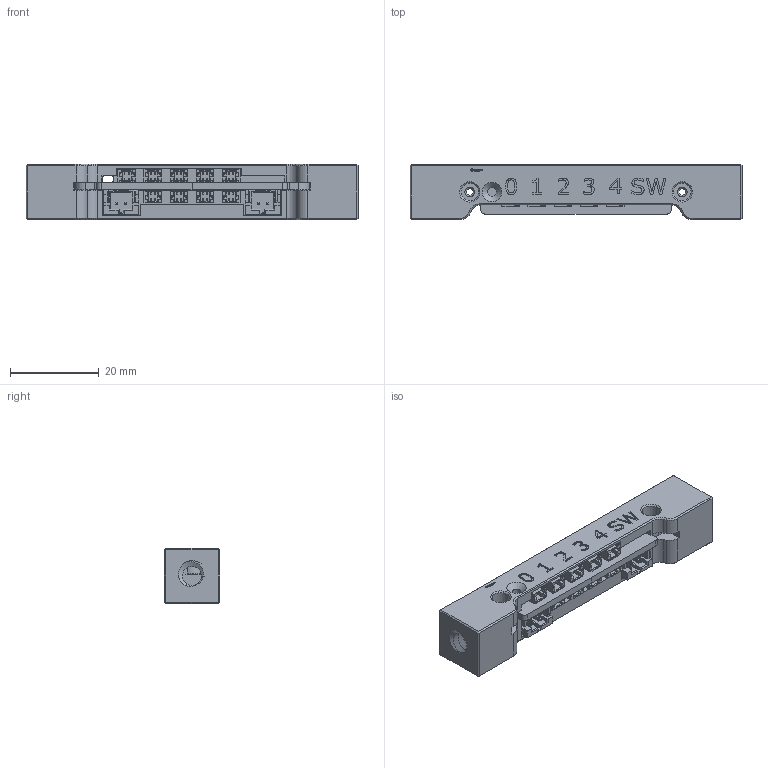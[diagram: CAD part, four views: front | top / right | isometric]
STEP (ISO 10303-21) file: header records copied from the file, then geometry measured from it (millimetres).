
FILE_DESCRIPTION(('FreeCAD Model'),'2;1');
FILE_NAME('Open CASCADE Shape Model','2024-08-13T12:14:27',(''),(''), 'Open CASCADE STEP processor 7.6','FreeCAD','Unknown');
FILE_SCHEMA(('AUTOMOTIVE_DESIGN { 1 0 10303 214 1 1 1 1 }'));
Length unit declared in the file: millimetre
Products named in the file (38): Electronics_PCB_MNT_PDB_Bambu_Lab_ERHRH_AXL_DE_ESS_BU06x01x01___SPN_
ELS_0004__stemfie_org_; Electronics PCB MNT PDB Bambu Lab ERHRH AXL DE ESS BU06x01x01 - 
SPN-ELS-0004 (stemfie.org); POWER_DISTRIBUTION_BOARD_ASM; _2_000_ASM_1_ASM; PCBMODEL_1_ASM_1_ASM; COMPOUND-69_1_1; U4_1_ASM_1_ASM; CONN-SMD_2P-P1_00_HX-1_0-2P-W_1_ASM; SOLID_1_1; U5_1_ASM_1_ASM; CONN-SMD_2P-P1_00_HX-1_0-2P-W_4_ASM; SOLID_1; U6_1_ASM_1_ASM; CONN-SMD_2P-P1_00_HX-1_0-2P-WT_; U7_1_ASM_1_ASM; U8_1_ASM_1_ASM; U9_1_ASM_1_ASM; U10_1_ASM_1_ASM; U11_1_ASM_1_ASM; U3_1_ASM_1_ASM; CN2_1_ASM_1_ASM; CONN-SMD_P2_00_S2B-PH-SM4-TB-_1_ASM; COMPOUND-13735_ASM_1_ASM; COMPOUND-13735_1_1; COMPOUND-13735_2_1; COMPOUND-13735_3_1; CN1_1_ASM_1_ASM; CONN-SMD_P2_00_S2B-PH-SM4-TB-LF_ASM; COMPOUND-13195_ASM_1_ASM; COMPOUND-13195_1_1; COMPOUND-13195_2_1; COMPOUND-13195_3_1
Assembly tree (37 placements, depth 8):
  Electronics_PCB_MNT_PDB_Bambu_Lab_ERHRH_AXL_DE_ESS_BU06x01x01___SPN_
ELS_0004__stemfie_org_
    Electronics PCB MNT PDB Bambu Lab ERHRH AXL DE ESS BU06x01x01 - 
SPN-ELS-0004 (stemfie.org)
    POWER_DISTRIBUTION_BOARD_ASM
      _2_000_ASM_1_ASM
        PCBMODEL_1_ASM_1_ASM
          COMPOUND-69_1_1
          U4_1_ASM_1_ASM
            CONN-SMD_2P-P1_00_HX-1_0-2P-W_1_ASM
              SOLID_1_1
          U5_1_ASM_1_ASM
            CONN-SMD_2P-P1_00_HX-1_0-2P-W_4_ASM
              SOLID_1
          U6_1_ASM_1_ASM
            CONN-SMD_2P-P1_00_HX-1_0-2P-WT_
          U7_1_ASM_1_ASM
            CONN-SMD_2P-P1_00_HX-1_0-2P-WT_
          U8_1_ASM_1_ASM
            CONN-SMD_2P-P1_00_HX-1_0-2P-WT_
          U9_1_ASM_1_ASM
            CONN-SMD_2P-P1_00_HX-1_0-2P-WT_
          U10_1_ASM_1_ASM
            CONN-SMD_2P-P1_00_HX-1_0-2P-WT_
          U11_1_ASM_1_ASM
            CONN-SMD_2P-P1_00_HX-1_0-2P-WT_
          U3_1_ASM_1_ASM
            CONN-SMD_2P-P1_00_HX-1_0-2P-WT_
          CN2_1_ASM_1_ASM
            CONN-SMD_P2_00_S2B-PH-SM4-TB-_1_ASM
              COMPOUND-13735_ASM_1_ASM
                COMPOUND-13735_1_1
                COMPOUND-13735_2_1
                COMPOUND-13735_3_1
          CN1_1_ASM_1_ASM
            CONN-SMD_P2_00_S2B-PH-SM4-TB-LF_ASM
              COMPOUND-13195_ASM_1_ASM
                COMPOUND-13195_1_1
                COMPOUND-13195_2_1
                COMPOUND-13195_3_1
Bounding box: 75 x 12.5 x 12.5 mm (x, y, z)
Volume: 7414.3 mm3; surface area: 8984.6 mm2
Topology: 17 solids, 17 shells, 4882 faces, 13431 edges, 8868 vertices
Faces by surface type: plane 3306, extrusion 1104, cylinder 386, bspline 50, cone 20, torus 16
Full cylindrical faces by diameter (mm): 1.5 x2, 2 x1, 2.2 x2, 4 x2
Entity records: 194074 total; most frequent: CARTESIAN_POINT 45453, ORIENTED_EDGE 26862, DIRECTION 20077, EDGE_CURVE 13431, VECTOR 11085, LINE 9981, VERTEX_POINT 8868, FACE_BOUND 5262
